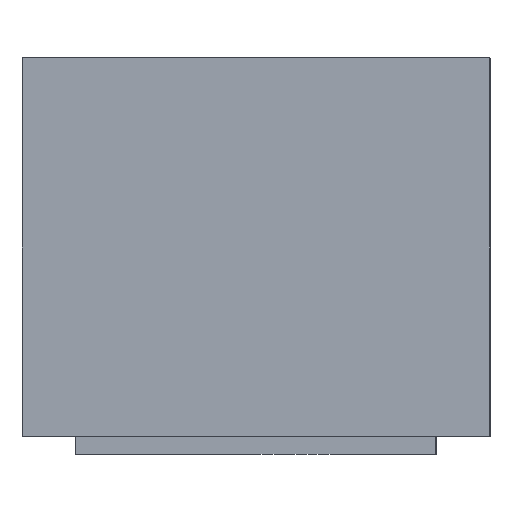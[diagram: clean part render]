
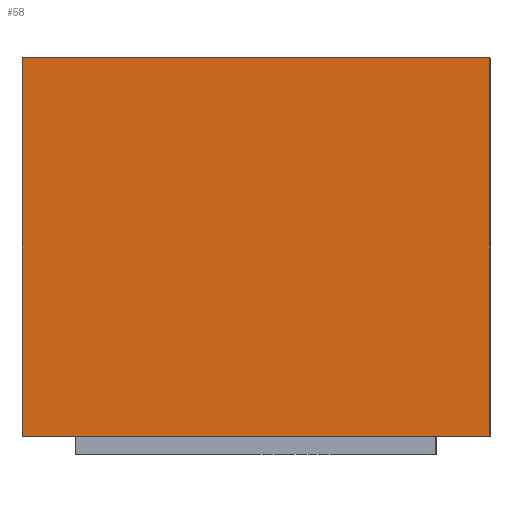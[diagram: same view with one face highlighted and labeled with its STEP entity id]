
A CAD part, left-side view. The second image highlights one B-rep face of the part: STEP entity #58.
In plain terms, the highlighted planar face has unit normal (-1, 0, 0).
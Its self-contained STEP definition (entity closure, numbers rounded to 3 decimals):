
#13 = ORIENTED_EDGE ( 'NONE', *, *, #525, .F. ) ;
#25 = VERTEX_POINT ( 'NONE', #122 ) ;
#58 = ADVANCED_FACE ( 'NONE', ( #740 ), #173, .F. ) ;
#61 = VECTOR ( 'NONE', #160, 1000. ) ;
#85 = DIRECTION ( 'NONE',  ( 0., 0., -1. ) ) ;
#122 = CARTESIAN_POINT ( 'NONE',  ( -0.546, -0.33, 0.025 ) ) ;
#129 = LINE ( 'NONE', #379, #744 ) ;
#145 = EDGE_CURVE ( 'NONE', #601, #776, #129, .T. ) ;
#160 = DIRECTION ( 'NONE',  ( 0., 1., 0. ) ) ;
#166 = CARTESIAN_POINT ( 'NONE',  ( -0.546, -0.33, 0.559 ) ) ;
#173 = PLANE ( 'NONE',  #619 ) ;
#188 = ORIENTED_EDGE ( 'NONE', *, *, #275, .F. ) ;
#213 = CARTESIAN_POINT ( 'NONE',  ( -0.546, -0.33, 0.559 ) ) ;
#232 = EDGE_CURVE ( 'NONE', #601, #317, #469, .T. ) ;
#272 = DIRECTION ( 'NONE',  ( 0., -1., 0. ) ) ;
#275 = EDGE_CURVE ( 'NONE', #776, #25, #463, .T. ) ;
#289 = ORIENTED_EDGE ( 'NONE', *, *, #232, .T. ) ;
#310 = CARTESIAN_POINT ( 'NONE',  ( -0.546, 0.33, 0.025 ) ) ;
#317 = VERTEX_POINT ( 'NONE', #310 ) ;
#379 = CARTESIAN_POINT ( 'NONE',  ( -0.546, 0.33, 0.559 ) ) ;
#414 = CARTESIAN_POINT ( 'NONE',  ( -0.546, 0.33, 0.559 ) ) ;
#442 = CARTESIAN_POINT ( 'NONE',  ( -0.546, 0.33, 0.559 ) ) ;
#456 = DIRECTION ( 'NONE',  ( 0., 1., 0. ) ) ;
#458 = CARTESIAN_POINT ( 'NONE',  ( -0.546, -0.33, 0.025 ) ) ;
#463 = LINE ( 'NONE', #166, #480 ) ;
#469 = LINE ( 'NONE', #414, #563 ) ;
#480 = VECTOR ( 'NONE', #666, 1000. ) ;
#525 = EDGE_CURVE ( 'NONE', #25, #317, #650, .T. ) ;
#559 = CARTESIAN_POINT ( 'NONE',  ( -0.546, 0.33, 0.559 ) ) ;
#563 = VECTOR ( 'NONE', #85, 1000. ) ;
#601 = VERTEX_POINT ( 'NONE', #442 ) ;
#619 = AXIS2_PLACEMENT_3D ( 'NONE', #559, #632, #456 ) ;
#632 = DIRECTION ( 'NONE',  ( 1., 0., 0. ) ) ;
#650 = LINE ( 'NONE', #458, #61 ) ;
#666 = DIRECTION ( 'NONE',  ( 0., 0., -1. ) ) ;
#692 = ORIENTED_EDGE ( 'NONE', *, *, #145, .F. ) ;
#711 = EDGE_LOOP ( 'NONE', ( #13, #188, #692, #289 ) ) ;
#740 = FACE_OUTER_BOUND ( 'NONE', #711, .T. ) ;
#744 = VECTOR ( 'NONE', #272, 1000. ) ;
#776 = VERTEX_POINT ( 'NONE', #213 ) ;
